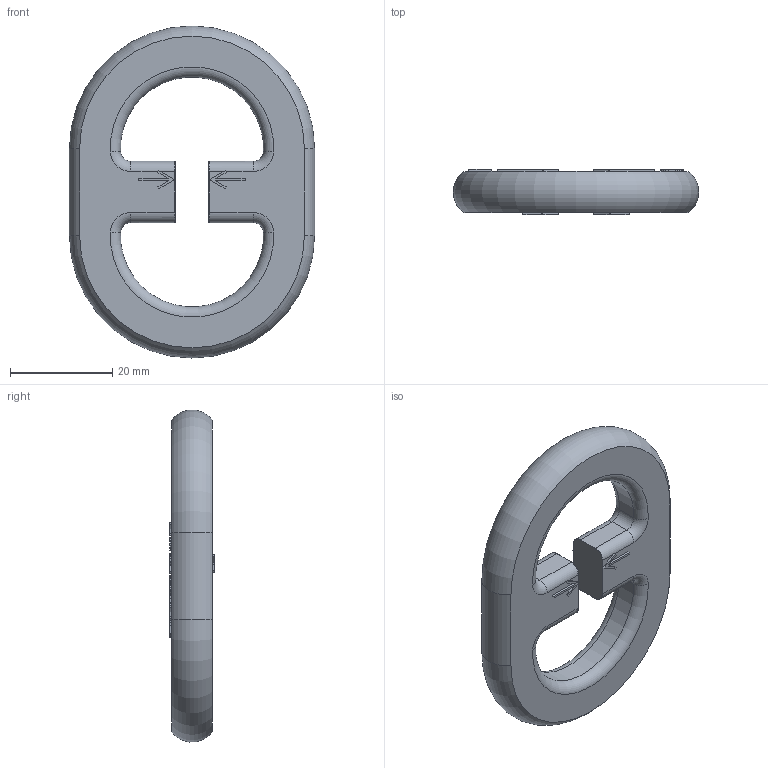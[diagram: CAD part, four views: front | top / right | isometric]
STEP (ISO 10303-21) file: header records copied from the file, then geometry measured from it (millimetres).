
FILE_DESCRIPTION((''),'2;1');
FILE_NAME('4VCG8','2005-01-19T',('jakubetz'),(''),'PRO/ENGINEER BY PARAMETRIC TECHNOLOGY CORPORATION, 2001400','PRO/ENGINEER BY PARAMETRIC TECHNOLOGY CORPORATION, 2001400','');
FILE_SCHEMA(('CONFIG_CONTROL_DESIGN'));
Length unit declared in the file: millimetre
Products named in the file (1): 4VCG8
Bounding box: 47.96 x 8.8 x 64.96 mm (x, y, z)
Surface area: 5770.1 mm2 (no closed solid volume)
Topology: 0 solids, 1 shells, 641 faces, 1806 edges, 1188 vertices
Faces by surface type: plane 591, cylinder 28, torus 22
Entity records: 20419 total; most frequent: CARTESIAN_POINT 3816, ORIENTED_EDGE 3596, DIRECTION 3124, EDGE_CURVE 1806, VECTOR 1714, LINE 1714, VERTEX_POINT 1188, AXIS2_PLACEMENT_3D 705
